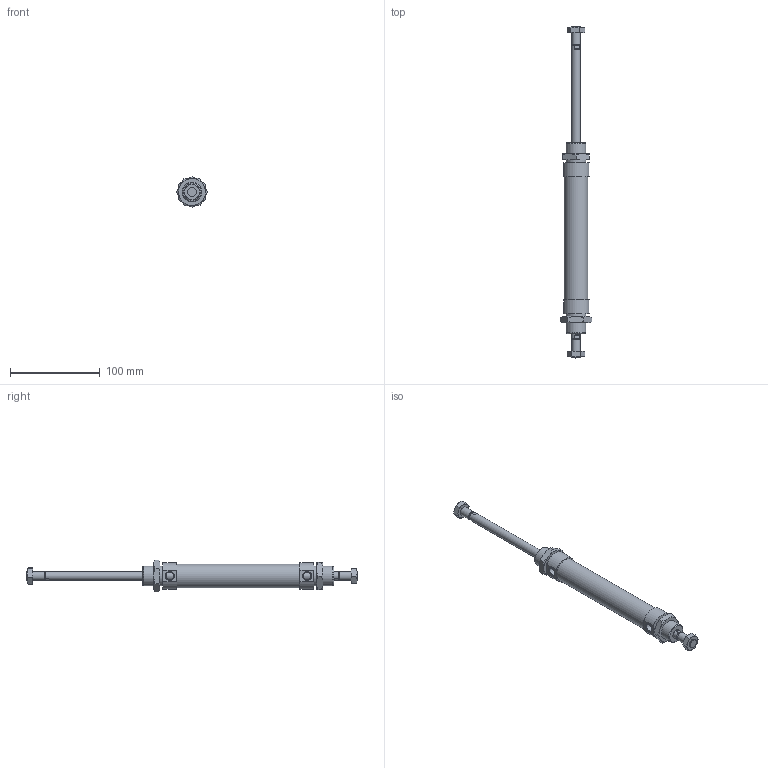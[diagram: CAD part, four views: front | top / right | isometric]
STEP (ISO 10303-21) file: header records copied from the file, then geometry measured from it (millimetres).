
FILE_DESCRIPTION((''),'2;1');
FILE_NAME('1282_25_0100.iam.stp','2009-06-03T15:26:43',(''),(''),'Autodesk Inventor 2010','Autodesk Inventor 2010','');
FILE_SCHEMA(('AUTOMOTIVE_DESIGN { 1 0 10303 214 1 1 1 1 }'));
Length unit declared in the file: millimetre
Products named in the file (5): 1282_25_0100; C1282_25_100; S1282_25_100; 1200_25_05; 1200_25_06
Assembly tree (6 placements, depth 2):
  1282_25_0100
    C1282_25_100
    S1282_25_100
    1200_25_05  x2
    1200_25_06  x2
Bounding box: 34.64 x 369 x 34.64 mm (x, y, z)
Volume: 133181 mm3; surface area: 43127.6 mm2
Topology: 6 solids, 6 shells, 141 faces, 309 edges, 184 vertices
Faces by surface type: plane 60, cone 52, bspline 18, cylinder 11
Full cylindrical faces by diameter (mm): 8.8 x2, 10 x4, 22 x2, 26.5 x1
Entity records: 2797 total; most frequent: CARTESIAN_POINT 711, DIRECTION 386, ORIENTED_EDGE 352, EDGE_CURVE 176, AXIS2_PLACEMENT_3D 169, EDGE_LOOP 132, VERTEX_POINT 116, STYLED_ITEM 99
